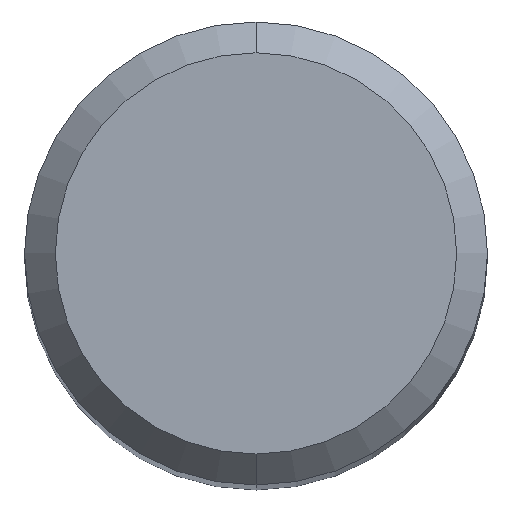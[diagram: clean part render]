
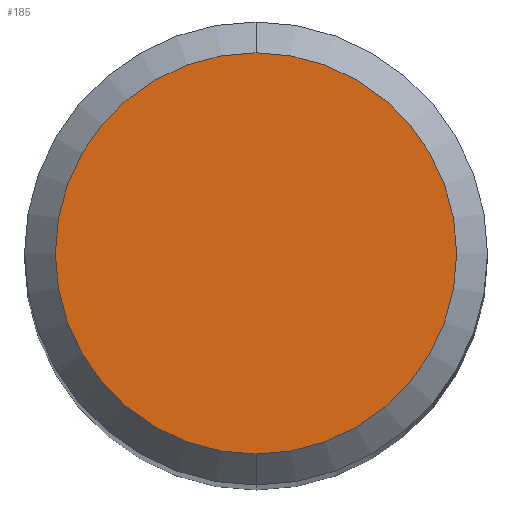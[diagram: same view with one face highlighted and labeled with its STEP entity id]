
A CAD part, top view. The second image highlights one B-rep face of the part: STEP entity #185.
In plain terms, the highlighted planar face has unit normal (0, 0, 1).
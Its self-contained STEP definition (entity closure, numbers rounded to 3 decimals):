
#185=ADVANCED_FACE('',(#505),#506,.T.);
#221=VERTEX_POINT('',#549);
#289=VERTEX_POINT('',#623);
#365=EDGE_CURVE('',#289,#221,#707,.T.);
#431=EDGE_CURVE('',#221,#289,#777,.T.);
#505=FACE_OUTER_BOUND('',#850,.T.);
#506=PLANE('',#851);
#549=CARTESIAN_POINT('',(0.0,2.6,0.0));
#623=CARTESIAN_POINT('',(0.,-2.6,0.0));
#707=CIRCLE('',#1216,2.6);
#777=CIRCLE('',#1366,2.6);
#850=EDGE_LOOP('',(#1506,#1507));
#851=AXIS2_PLACEMENT_3D('',#1508,#1509,#1510);
#1216=AXIS2_PLACEMENT_3D('',#1731,#1732,#1733);
#1366=AXIS2_PLACEMENT_3D('',#1789,#1790,#1791);
#1506=ORIENTED_EDGE('',*,*,#431,.F.);
#1507=ORIENTED_EDGE('',*,*,#365,.F.);
#1508=CARTESIAN_POINT('',(0.0,1.3,0.0));
#1509=DIRECTION('',(-0.0,0.0,1.0));
#1510=DIRECTION('',(0.0,-1.0,0.0));
#1731=CARTESIAN_POINT('',(0.0,0.0,0.0));
#1732=DIRECTION('',(0.0,0.0,-1.0));
#1733=DIRECTION('',(0.0,1.0,0.0));
#1789=CARTESIAN_POINT('',(0.0,0.0,0.0));
#1790=DIRECTION('',(0.0,0.0,-1.0));
#1791=DIRECTION('',(0.0,1.0,0.0));
